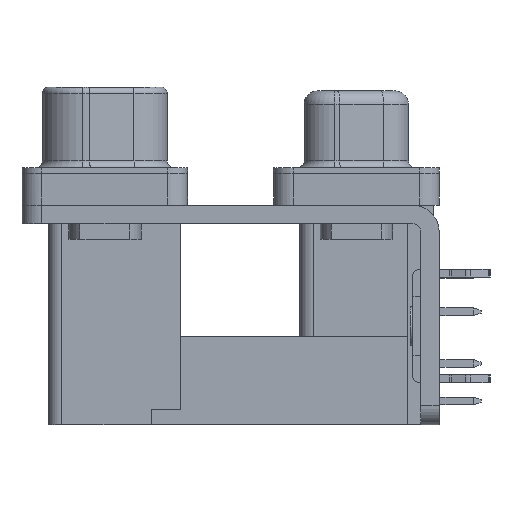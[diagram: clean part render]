
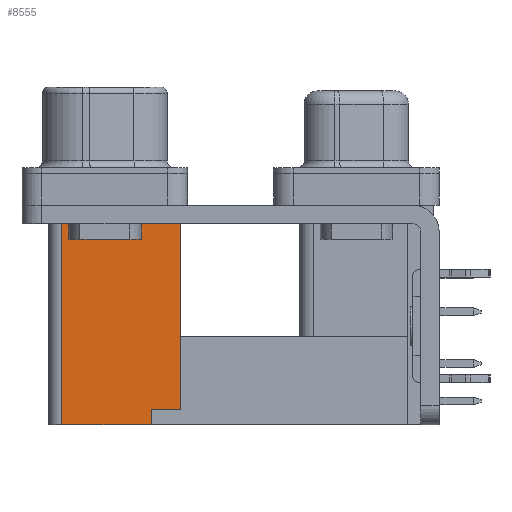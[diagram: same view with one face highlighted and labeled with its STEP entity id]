
A CAD part, left-side view. The second image highlights one B-rep face of the part: STEP entity #8555.
In plain terms, the highlighted planar face has unit normal (-1, 0, 0).
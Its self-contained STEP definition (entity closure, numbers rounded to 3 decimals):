
#1052 = CARTESIAN_POINT ( 'NONE',  ( -27.96, 22.321, -19.499 ) ) ;
#1054 = DIRECTION ( 'NONE',  ( 0., 1., 0. ) ) ;
#1230 = CARTESIAN_POINT ( 'NONE',  ( -27.96, 13.321, -18.35 ) ) ;
#1232 = DIRECTION ( 'NONE',  ( 0., -1., 0. ) ) ;
#2884 = CARTESIAN_POINT ( 'NONE',  ( -27.96, 13.321, -19.499 ) ) ;
#2885 = DIRECTION ( 'NONE',  ( 0., 0., 1. ) ) ;
#3462 = DIRECTION ( 'NONE',  ( 0., 0., 1. ) ) ;
#3469 = CARTESIAN_POINT ( 'NONE',  ( -27.96, 15.521, -19.5 ) ) ;
#3670 = DIRECTION ( 'NONE',  ( 0., 0., 1. ) ) ;
#3684 = CARTESIAN_POINT ( 'NONE',  ( -27.96, 22.321, -19.499 ) ) ;
#5298 = CARTESIAN_POINT ( 'NONE',  ( -27.96, 22.321, -2.85 ) ) ;
#5497 = CARTESIAN_POINT ( 'NONE',  ( -27.96, 13.321, -12.8 ) ) ;
#5507 = CARTESIAN_POINT ( 'NONE',  ( -27.96, 13.321, -2.85 ) ) ;
#5778 = CARTESIAN_POINT ( 'NONE',  ( -27.96, 13.321, -18.35 ) ) ;
#5856 = CARTESIAN_POINT ( 'NONE',  ( -27.96, 15.521, -18.35 ) ) ;
#5900 = CARTESIAN_POINT ( 'NONE',  ( -27.96, 15.521, -19.499 ) ) ;
#5995 = CARTESIAN_POINT ( 'NONE',  ( -27.96, 22.321, -19.499 ) ) ;
#7798 = VECTOR ( 'NONE', #12432, 1000. ) ;
#7871 = LINE ( 'NONE', #12431, #7798 ) ;
#8555 = ADVANCED_FACE ( 'NONE', ( #21929 ), #39595, .F. ) ;
#8924 = VECTOR ( 'NONE', #3670, 1000. ) ;
#8984 = VECTOR ( 'NONE', #3462, 1000. ) ;
#9009 = LINE ( 'NONE', #3469, #8984 ) ;
#9072 = LINE ( 'NONE', #3684, #8924 ) ;
#9845 = EDGE_CURVE ( 'NONE', #18656, #15778, #7871, .T. ) ;
#10314 = EDGE_CURVE ( 'NONE', #18804, #18746, #9009, .T. ) ;
#10344 = EDGE_CURVE ( 'NONE', #18923, #15539, #9072, .T. ) ;
#10613 = EDGE_CURVE ( 'NONE', #15778, #15790, #40309, .T. ) ;
#11136 = EDGE_CURVE ( 'NONE', #18804, #18923, #27430, .T. ) ;
#11175 = EDGE_CURVE ( 'NONE', #18746, #18656, #27734, .T. ) ;
#12431 = CARTESIAN_POINT ( 'NONE',  ( -27.96, 13.321, -19.499 ) ) ;
#12432 = DIRECTION ( 'NONE',  ( 0., 0., 1. ) ) ;
#15539 = VERTEX_POINT ( 'NONE', #5298 ) ;
#15778 = VERTEX_POINT ( 'NONE', #5497 ) ;
#15790 = VERTEX_POINT ( 'NONE', #5507 ) ;
#18656 = VERTEX_POINT ( 'NONE', #5778 ) ;
#18746 = VERTEX_POINT ( 'NONE', #5856 ) ;
#18804 = VERTEX_POINT ( 'NONE', #5900 ) ;
#18923 = VERTEX_POINT ( 'NONE', #5995 ) ;
#21929 = FACE_OUTER_BOUND ( 'NONE', #34072, .T. ) ;
#24129 = EDGE_CURVE ( 'NONE', #15790, #15539, #27591, .T. ) ;
#27430 = LINE ( 'NONE', #1052, #27444 ) ;
#27444 = VECTOR ( 'NONE', #1054, 1000. ) ;
#27591 = LINE ( 'NONE', #35669, #27804 ) ;
#27734 = LINE ( 'NONE', #1230, #27869 ) ;
#27804 = VECTOR ( 'NONE', #35670, 1000. ) ;
#27869 = VECTOR ( 'NONE', #1232, 1000. ) ;
#34072 = EDGE_LOOP ( 'NONE', ( #41141, #41131, #41033, #41018, #41001, #41053, #41104 ) ) ;
#35669 = CARTESIAN_POINT ( 'NONE',  ( -27.96, 22.321, -2.85 ) ) ;
#35670 = DIRECTION ( 'NONE',  ( 0., 1., 0. ) ) ;
#38440 = AXIS2_PLACEMENT_3D ( 'NONE', #39603, #39604, #39605 ) ;
#39595 = PLANE ( 'NONE',  #38440 ) ;
#39603 = CARTESIAN_POINT ( 'NONE',  ( -27.96, 22.321, -19.499 ) ) ;
#39604 = DIRECTION ( 'NONE',  ( 1., 0., 0. ) ) ;
#39605 = DIRECTION ( 'NONE',  ( 0., 0., -1. ) ) ;
#40309 = LINE ( 'NONE', #2884, #40960 ) ;
#40960 = VECTOR ( 'NONE', #2885, 1000. ) ;
#41001 = ORIENTED_EDGE ( 'NONE', *, *, #24129, .T. ) ;
#41018 = ORIENTED_EDGE ( 'NONE', *, *, #10613, .T. ) ;
#41033 = ORIENTED_EDGE ( 'NONE', *, *, #9845, .T. ) ;
#41053 = ORIENTED_EDGE ( 'NONE', *, *, #10344, .F. ) ;
#41104 = ORIENTED_EDGE ( 'NONE', *, *, #11136, .F. ) ;
#41131 = ORIENTED_EDGE ( 'NONE', *, *, #11175, .T. ) ;
#41141 = ORIENTED_EDGE ( 'NONE', *, *, #10314, .T. ) ;
